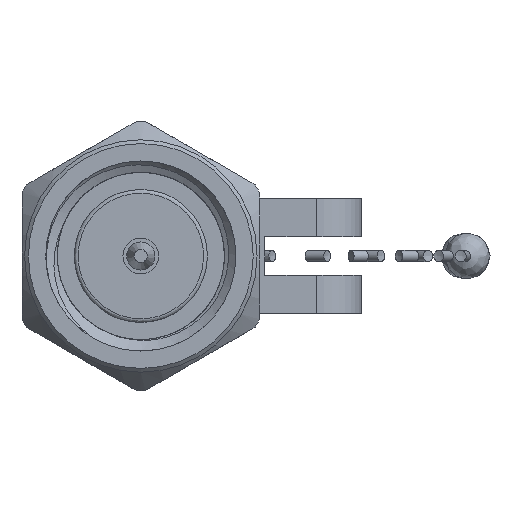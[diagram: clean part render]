
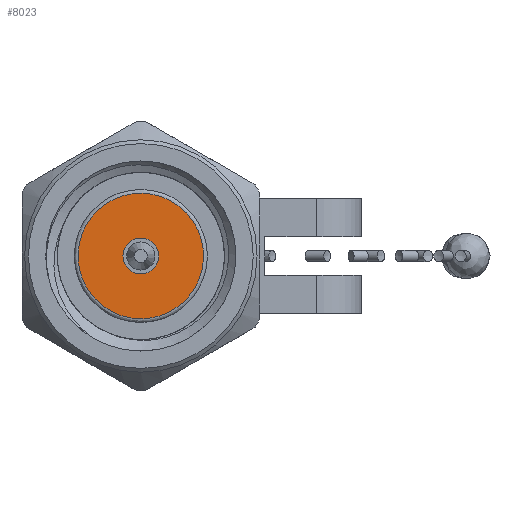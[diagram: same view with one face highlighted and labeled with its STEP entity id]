
A CAD part, left-side view. The second image highlights one B-rep face of the part: STEP entity #8023.
In plain terms, the highlighted planar face has unit normal (-1, 0, 0).
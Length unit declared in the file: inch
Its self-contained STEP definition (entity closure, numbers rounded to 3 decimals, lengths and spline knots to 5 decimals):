
#325 = EDGE_CURVE ( 'NONE', #2919, #2919, #5274, .T. ) ;
#661 = FACE_BOUND ( 'NONE', #7754, .T. ) ;
#662 = PLANE ( 'NONE',  #3564 ) ;
#918 = CARTESIAN_POINT ( 'NONE',  ( 0.11, 0., -0.0825 ) ) ;
#1039 = CARTESIAN_POINT ( 'NONE',  ( 0.11, 0., -0.0235 ) ) ;
#1573 = AXIS2_PLACEMENT_3D ( 'NONE', #7568, #5574, #3584 ) ;
#1615 = CARTESIAN_POINT ( 'NONE',  ( 0.11, 0., 0.0825 ) ) ;
#1773 = ORIENTED_EDGE ( 'NONE', *, *, #325, .F. ) ;
#2045 = CARTESIAN_POINT ( 'NONE',  ( 0.11, 0., 0. ) ) ;
#2403 = CARTESIAN_POINT ( 'NONE',  ( 0.11, 0., 0.0825 ) ) ;
#2919 = VERTEX_POINT ( 'NONE', #1039 ) ;
#2960 = CARTESIAN_POINT ( 'NONE',  ( 0.11, -0.165, 0.0825 ) ) ;
#3189 = CARTESIAN_POINT ( 'NONE',  ( 0.11, 0.165, -0.0825 ) ) ;
#3564 = AXIS2_PLACEMENT_3D ( 'NONE', #2045, #3985, #5961 ) ;
#3584 = DIRECTION ( 'NONE',  ( 0., 0., -1. ) ) ;
#3803 = EDGE_LOOP ( 'NONE', ( #6971, #4839 ) ) ;
#3985 = DIRECTION ( 'NONE',  ( 1., 0., 0. ) ) ;
#4839 = ORIENTED_EDGE ( 'NONE', *, *, #5872, .F. ) ;
#5073 =( BOUNDED_CURVE ( )  B_SPLINE_CURVE ( 3, ( #7078, #3189, #7155, #7725 ),
 .UNSPECIFIED., .F., .F. ) 
 B_SPLINE_CURVE_WITH_KNOTS ( ( 4, 4 ),
 ( 0., 1. ),
 .UNSPECIFIED. ) 
 CURVE ( )  GEOMETRIC_REPRESENTATION_ITEM ( )  RATIONAL_B_SPLINE_CURVE ( ( 1., 0.333, 0.333, 1. ) ) 
 REPRESENTATION_ITEM ( '' )  );
#5164 = EDGE_CURVE ( 'NONE', #7552, #7842, #5073, .T. ) ;
#5274 = CIRCLE ( 'NONE', #1573, 0.0235 ) ;
#5574 = DIRECTION ( 'NONE',  ( -1., 0., 0. ) ) ;
#5872 = EDGE_CURVE ( 'NONE', #7842, #7552, #8081, .T. ) ;
#5961 = DIRECTION ( 'NONE',  ( 0., 0., -1. ) ) ;
#6206 = CARTESIAN_POINT ( 'NONE',  ( 0.11, -0.165, -0.0825 ) ) ;
#6971 = ORIENTED_EDGE ( 'NONE', *, *, #5164, .F. ) ;
#7078 = CARTESIAN_POINT ( 'NONE',  ( 0.11, 0., -0.0825 ) ) ;
#7155 = CARTESIAN_POINT ( 'NONE',  ( 0.11, 0.165, 0.0825 ) ) ;
#7358 = FACE_OUTER_BOUND ( 'NONE', #3803, .T. ) ;
#7552 = VERTEX_POINT ( 'NONE', #918 ) ;
#7568 = CARTESIAN_POINT ( 'NONE',  ( 0.11, 0., 0. ) ) ;
#7725 = CARTESIAN_POINT ( 'NONE',  ( 0.11, 0., 0.0825 ) ) ;
#7754 = EDGE_LOOP ( 'NONE', ( #1773 ) ) ;
#7842 = VERTEX_POINT ( 'NONE', #2403 ) ;
#8023 = ADVANCED_FACE ( 'NONE', ( #661, #7358 ), #662, .F. ) ;
#8081 =( BOUNDED_CURVE ( )  B_SPLINE_CURVE ( 3, ( #1615, #2960, #6206, #8170 ),
 .UNSPECIFIED., .F., .T. ) 
 B_SPLINE_CURVE_WITH_KNOTS ( ( 4, 4 ),
 ( 0., 1. ),
 .UNSPECIFIED. ) 
 CURVE ( )  GEOMETRIC_REPRESENTATION_ITEM ( )  RATIONAL_B_SPLINE_CURVE ( ( 1., 0.333, 0.333, 1. ) ) 
 REPRESENTATION_ITEM ( '' )  );
#8170 = CARTESIAN_POINT ( 'NONE',  ( 0.11, 0., -0.0825 ) ) ;
